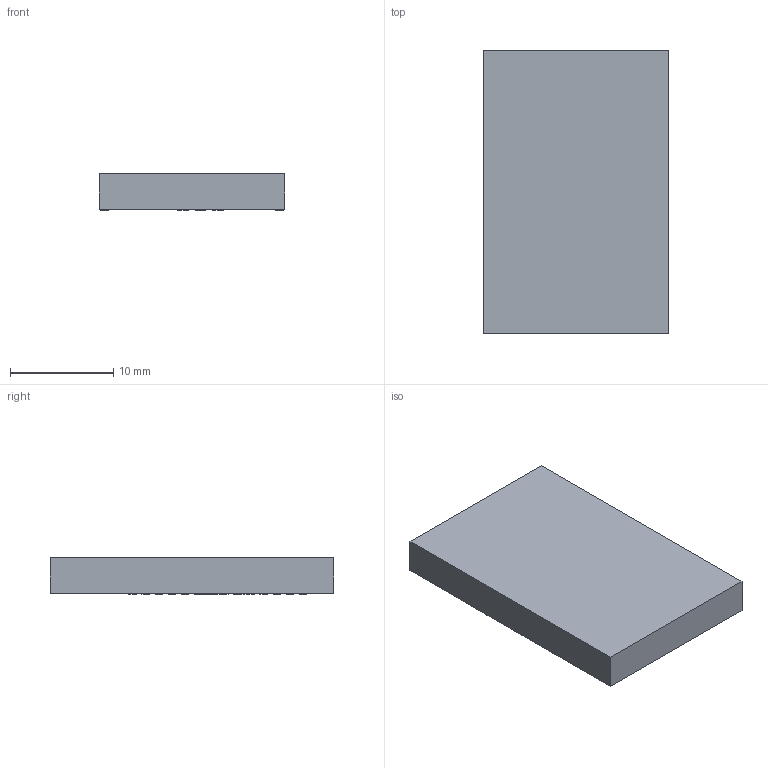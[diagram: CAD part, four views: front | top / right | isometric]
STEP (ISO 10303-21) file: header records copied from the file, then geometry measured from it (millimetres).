
FILE_DESCRIPTION(('FreeCAD Model'),'2;1');
FILE_NAME('20589751.1.3.stp','2025-06-04T06:44:57',( 'Author'),(''),'Open CASCADE STEP processor 6.9','FreeCAD','Unknown' );
FILE_SCHEMA(('AUTOMOTIVE_DESIGN { 1 0 10303 214 1 1 1 1 }'));
Length unit declared in the file: millimetre
Products named in the file (3): ASSEMBLY; Body; Pins
Assembly tree (2 placements, depth 2):
  ASSEMBLY
    Body
    Pins
Bounding box: 18 x 27.5 x 3.55 mm (x, y, z)
Volume: 1710.4 mm3; surface area: 1368.8 mm2
Topology: 38 solids, 38 shells, 228 faces, 456 edges, 304 vertices
Faces by surface type: plane 228
Entity records: 12026 total; most frequent: CARTESIAN_POINT 1903, DIRECTION 1830, LINE 1368, VECTOR 1368, ORIENTED_EDGE 912, PCURVE 912, DEFINITIONAL_REPRESENTATION 912, EDGE_CURVE 456
